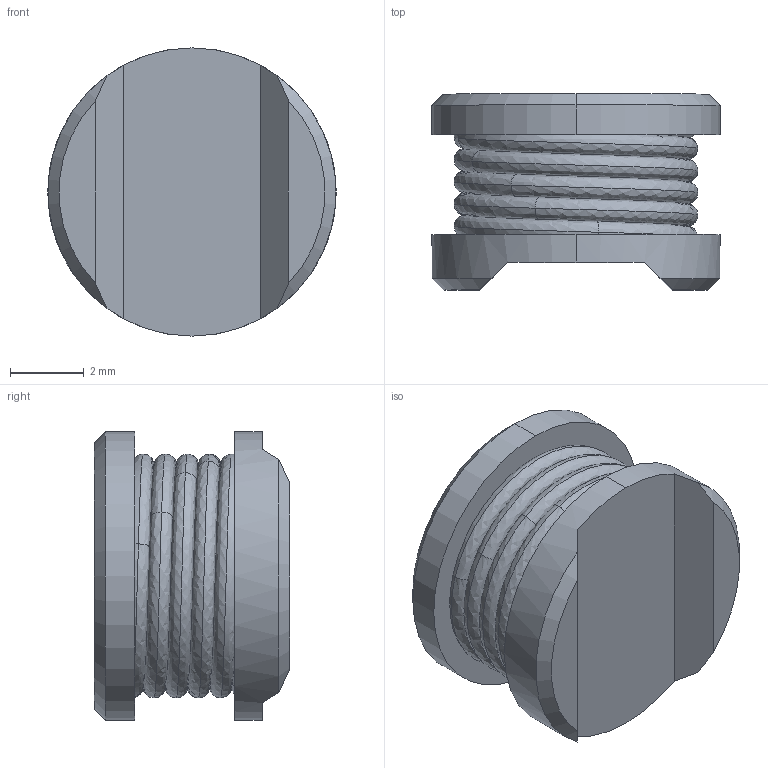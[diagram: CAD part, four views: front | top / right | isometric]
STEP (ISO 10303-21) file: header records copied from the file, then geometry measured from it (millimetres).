
FILE_DESCRIPTION (( 'STEP AP214' ), '1' );
FILE_NAME ('87914712-1FE0-4E42-A750-7E7E6F634FE0.STEP', '2023-08-09T17:59:39', ( '' ), ( '' ), 'SwSTEP 2.0', 'SolidWorks 2022', '' );
FILE_SCHEMA (( 'AUTOMOTIVE_DESIGN' ));
Length unit declared in the file: millimetre
Products named in the file (1): 87914712-1FE0-4E42-A750-7E7E6F634FE0
Bounding box: 7.8 x 5.3 x 7.8 mm (x, y, z)
Volume: 263.3 mm3; surface area: 258.1 mm2
Topology: 1 solids, 1 shells, 49 faces, 128 edges, 81 vertices
Faces by surface type: bspline 21, cylinder 16, plane 8, cone 4
Entity records: 5323 total; most frequent: CARTESIAN_POINT 3853, ORIENTED_EDGE 248, EDGE_CURVE 124, DIRECTION 123, VERTEX_POINT 79, B_SPLINE_CURVE_WITH_KNOTS 58, EDGE_LOOP 51, AXIS2_PLACEMENT_3D 51
